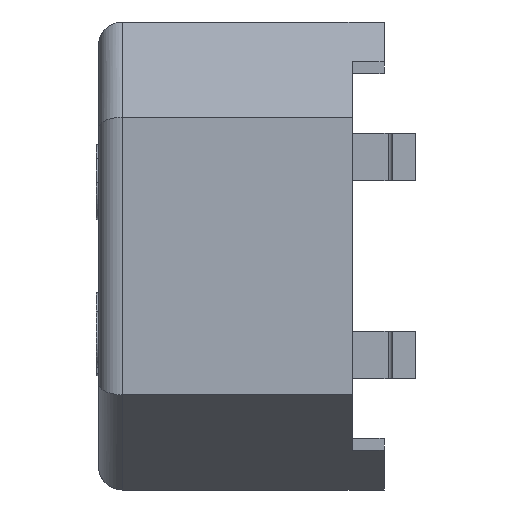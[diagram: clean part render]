
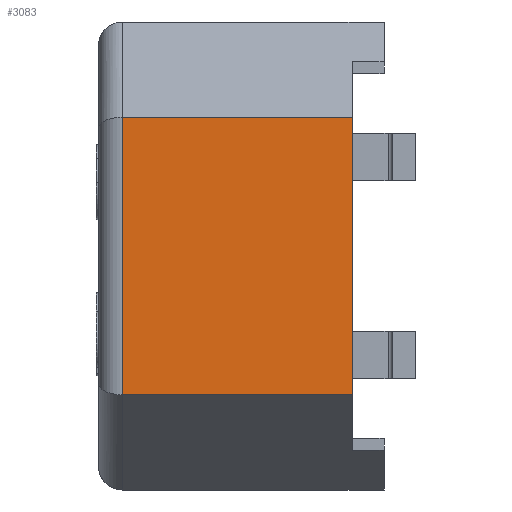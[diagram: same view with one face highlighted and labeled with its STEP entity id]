
A CAD part, left-side view. The second image highlights one B-rep face of the part: STEP entity #3083.
In plain terms, the highlighted planar face has unit normal (-1, 0, 0).
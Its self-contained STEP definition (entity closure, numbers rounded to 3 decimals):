
#352 = LINE ( 'NONE', #18044, #25736 ) ;
#871 = AXIS2_PLACEMENT_3D ( 'NONE', #23193, #19482, #15803 ) ;
#2684 = EDGE_LOOP ( 'NONE', ( #19678, #5374, #34640, #21242 ) ) ;
#3083 = ADVANCED_FACE ( 'NONE', ( #27735 ), #26908, .F. ) ;
#5374 = ORIENTED_EDGE ( 'NONE', *, *, #33650, .T. ) ;
#6050 = DIRECTION ( 'NONE',  ( 0., -1., 0. ) ) ;
#8410 = VECTOR ( 'NONE', #25334, 1000. ) ;
#9763 = CARTESIAN_POINT ( 'NONE',  ( -3.5, 3.6, 1.75 ) ) ;
#9969 = VERTEX_POINT ( 'NONE', #21566 ) ;
#11431 = DIRECTION ( 'NONE',  ( 0., -1., 0. ) ) ;
#12276 = VERTEX_POINT ( 'NONE', #34554 ) ;
#13458 = LINE ( 'NONE', #9763, #31331 ) ;
#14340 = DIRECTION ( 'NONE',  ( 0., 0., -1. ) ) ;
#15147 = CARTESIAN_POINT ( 'NONE',  ( -3.5, 3.6, -1.75 ) ) ;
#15803 = DIRECTION ( 'NONE',  ( 0., 0., -1. ) ) ;
#16473 = CARTESIAN_POINT ( 'NONE',  ( -3.5, 3.3, 1.75 ) ) ;
#18044 = CARTESIAN_POINT ( 'NONE',  ( -3.5, 3.3, -1.75 ) ) ;
#18830 = LINE ( 'NONE', #15147, #34920 ) ;
#19251 = EDGE_CURVE ( 'NONE', #12276, #9969, #18830, .T. ) ;
#19482 = DIRECTION ( 'NONE',  ( 1., 0., 0. ) ) ;
#19678 = ORIENTED_EDGE ( 'NONE', *, *, #33682, .F. ) ;
#20941 = VERTEX_POINT ( 'NONE', #35691 ) ;
#21242 = ORIENTED_EDGE ( 'NONE', *, *, #31457, .F. ) ;
#21566 = CARTESIAN_POINT ( 'NONE',  ( -3.5, 0.4, -1.75 ) ) ;
#23193 = CARTESIAN_POINT ( 'NONE',  ( -3.5, 3.6, -1.75 ) ) ;
#25334 = DIRECTION ( 'NONE',  ( 0., 0., -1. ) ) ;
#25736 = VECTOR ( 'NONE', #14340, 1000. ) ;
#26908 = PLANE ( 'NONE',  #871 ) ;
#27735 = FACE_OUTER_BOUND ( 'NONE', #2684, .T. ) ;
#29056 = CARTESIAN_POINT ( 'NONE',  ( -3.5, 0.4, -1.75 ) ) ;
#29091 = VERTEX_POINT ( 'NONE', #16473 ) ;
#31331 = VECTOR ( 'NONE', #6050, 1000. ) ;
#31457 = EDGE_CURVE ( 'NONE', #20941, #9969, #32744, .T. ) ;
#32744 = LINE ( 'NONE', #29056, #8410 ) ;
#33650 = EDGE_CURVE ( 'NONE', #29091, #12276, #352, .T. ) ;
#33682 = EDGE_CURVE ( 'NONE', #29091, #20941, #13458, .T. ) ;
#34554 = CARTESIAN_POINT ( 'NONE',  ( -3.5, 3.3, -1.75 ) ) ;
#34640 = ORIENTED_EDGE ( 'NONE', *, *, #19251, .T. ) ;
#34920 = VECTOR ( 'NONE', #11431, 1000. ) ;
#35691 = CARTESIAN_POINT ( 'NONE',  ( -3.5, 0.4, 1.75 ) ) ;
